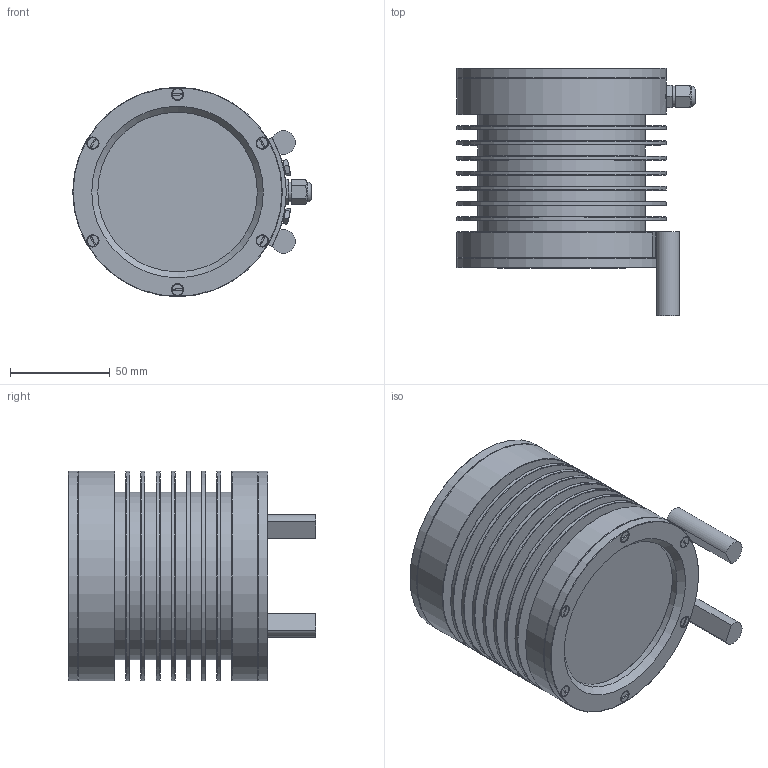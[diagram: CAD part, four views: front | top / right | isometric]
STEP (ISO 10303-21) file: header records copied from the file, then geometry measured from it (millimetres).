
FILE_DESCRIPTION((''),'2;1');
FILE_NAME('0143.stp','2010-05-29T12:15:46',('Michael'),(''),'Autodesk Inventor 2009','Autodesk Inventor 2009','');
FILE_SCHEMA(('AUTOMOTIVE_DESIGN { 1 0 10303 214 1 1 1 1 }'));
Length unit declared in the file: millimetre
Products named in the file (20): Lamp Head TG12 00039; House ligth TG12 00039; Cover for glass TG12 00039; DIN EN ISO 2009 M3 x 12; O-ring light TG12 00039; Glass PG12 00039; PG7-bund-00039; PG7-top-00039; Cover for TG12 00039; Halogen Bulp TG04 00039; Reflector light TG04 00039; Halogen glass part TG04 00039; Socket for Halogen light TG04 00039; Mounting plate for halogen TG12 00039; Mounting device TG12 00039; Mounting plate for light comp TG12 00039; Welding bar TG12 00039; Welding bar TG12 00039_MIR; DIN 933 - replaced by DIN EN 24017 M4  x 10; DIN 933 - replaced by DIN EN 24017 M2  x 8
Assembly tree (33 placements, depth 3):
  Lamp Head TG12 00039
    House ligth TG12 00039
    Cover for glass TG12 00039
    DIN EN ISO 2009 M3 x 12  x12
    O-ring light TG12 00039  x2
    Glass PG12 00039
    PG7-bund-00039
    PG7-top-00039
    Cover for TG12 00039
    Halogen Bulp TG04 00039
      Reflector light TG04 00039
      Halogen glass part TG04 00039
      Socket for Halogen light TG04 00039
    Mounting plate for halogen TG12 00039
    Mounting device TG12 00039
      Mounting plate for light comp TG12 00039
      Welding bar TG12 00039
      Welding bar TG12 00039_MIR
      DIN 933 - replaced by DIN EN 24017 M4  x 10  x2
    DIN 933 - replaced by DIN EN 24017 M2  x 8  x2
Bounding box: 119.5 x 124 x 105 mm (x, y, z)
Volume: 287065.8 mm3; surface area: 172843.9 mm2
Topology: 31 solids, 31 shells, 467 faces, 996 edges, 621 vertices
Faces by surface type: plane 183, cone 125, cylinder 112, bspline 41, torus 3, sphere 3
Full cylindrical faces by diameter (mm): 1.783 x2, 2 x6, 2.387 x12, 3 x12, 3.2 x2, 3.621 x2, 4 x4, 4.5 x2, 5 x3, 5.9 x2, 8 x1, 10 x4, 12 x1, 16 x1, 51 x1, 80 x2, 84 x8, 86.6 x2, 90 x4, 90.2 x1, 105 x11
Entity records: 8199 total; most frequent: CARTESIAN_POINT 2408, DIRECTION 1168, ORIENTED_EDGE 768, AXIS2_PLACEMENT_3D 535, EDGE_LOOP 517, EDGE_CURVE 384, VERTEX_POINT 325, FACE_OUTER_BOUND 281
